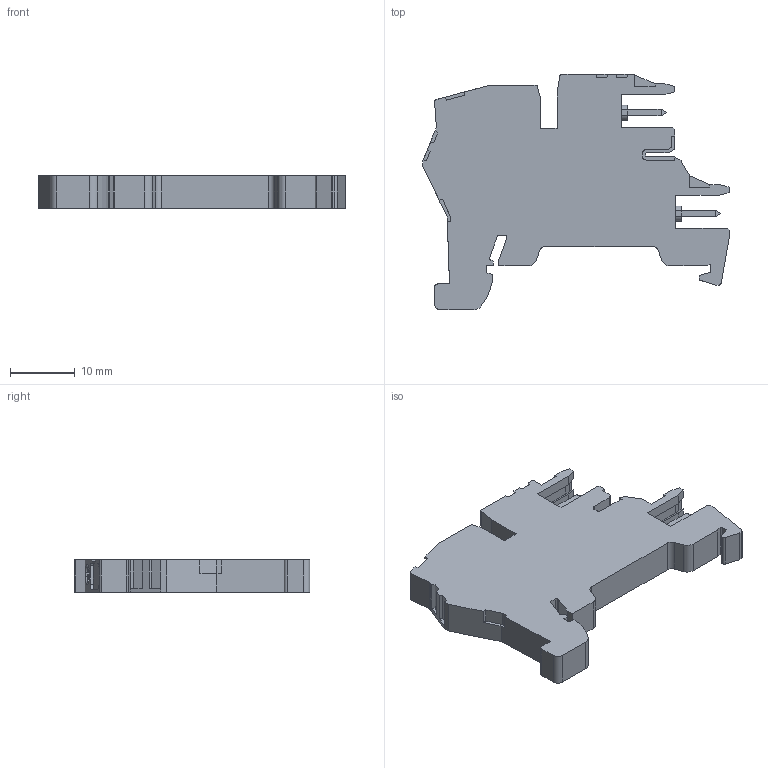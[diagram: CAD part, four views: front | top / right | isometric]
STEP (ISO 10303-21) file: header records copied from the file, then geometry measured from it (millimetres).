
FILE_DESCRIPTION (( 'STEP AP214' ), '1' );
FILE_NAME ('364059_PCY 2,5 E_Grey.STP', '2013-11-14T06:05:28', ( 'arge' ), ( 'Microsoft' ), 'SwSTEP 2.0', 'SolidWorks 2013', '' );
FILE_SCHEMA (( 'AUTOMOTIVE_DESIGN' ));
Length unit declared in the file: millimetre
Products named in the file (1): 364059_PCY 2,5 E_Grey
Bounding box: 47.42 x 36.5 x 5.05 mm (x, y, z)
Volume: 5119.8 mm3; surface area: 3518.6 mm2
Topology: 1 solids, 3 shells, 264 faces, 723 edges, 474 vertices
Faces by surface type: plane 212, cylinder 48, torus 2, cone 2
Entity records: 10770 total; most frequent: CARTESIAN_POINT 1474, ORIENTED_EDGE 1446, DIRECTION 1355, EDGE_CURVE 723, VECTOR 613, LINE 613, VERTEX_POINT 474, AXIS2_PLACEMENT_3D 371
